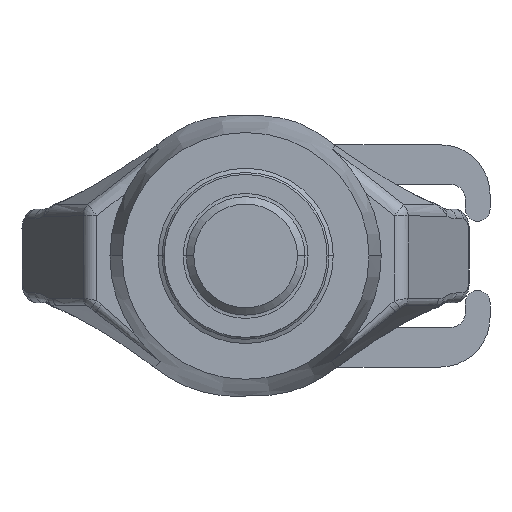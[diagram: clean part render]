
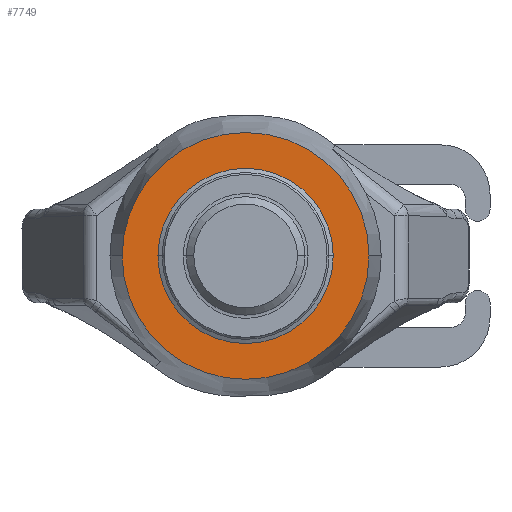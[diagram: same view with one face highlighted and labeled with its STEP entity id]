
A CAD part, front view. The second image highlights one B-rep face of the part: STEP entity #7749.
In plain terms, the highlighted planar face has unit normal (0, -1, 0).
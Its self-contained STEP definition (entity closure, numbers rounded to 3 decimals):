
#2=CARTESIAN_POINT('',(0.,-45.,0.));
#3=DIRECTION('',(0.,-1.,0.));
#4=DIRECTION('',(-1.,0.,0.));
#5=AXIS2_PLACEMENT_3D('',#2,#3,#4);
#7=CARTESIAN_POINT('',(0.,-45.,0.));
#8=DIRECTION('',(0.,-1.,0.));
#9=DIRECTION('',(1.,0.,0.));
#10=AXIS2_PLACEMENT_3D('',#7,#8,#9);
#63=CARTESIAN_POINT('',(0.,-45.,0.));
#64=DIRECTION('',(0.,-1.,0.));
#65=DIRECTION('',(1.,0.,0.));
#66=AXIS2_PLACEMENT_3D('',#63,#64,#65);
#233=CARTESIAN_POINT('',(0.,-45.,0.));
#234=DIRECTION('',(0.,1.,0.));
#235=DIRECTION('',(1.,0.,0.));
#236=AXIS2_PLACEMENT_3D('',#233,#234,#235);
#6197=CARTESIAN_POINT('',(25.,-45.,0.));
#6198=CARTESIAN_POINT('',(-25.,-45.,0.));
#6199=VERTEX_POINT('',#6197);
#6200=VERTEX_POINT('',#6198);
#6225=CARTESIAN_POINT('',(-17.75,-45.,0.));
#6226=CARTESIAN_POINT('',(17.75,-45.,0.));
#6227=VERTEX_POINT('',#6225);
#6228=VERTEX_POINT('',#6226);
#7732=CARTESIAN_POINT('',(0.,-45.,0.));
#7733=DIRECTION('',(0.,-1.,0.));
#7734=DIRECTION('',(-1.,0.,0.));
#7735=AXIS2_PLACEMENT_3D('',#7732,#7733,#7734);
#7736=PLANE('',#7735);
#7738=ORIENTED_EDGE('',*,*,#7737,.F.);
#7740=ORIENTED_EDGE('',*,*,#7739,.T.);
#7741=EDGE_LOOP('',(#7738,#7740));
#7742=FACE_OUTER_BOUND('',#7741,.F.);
#7744=ORIENTED_EDGE('',*,*,#7743,.T.);
#7746=ORIENTED_EDGE('',*,*,#7745,.T.);
#7747=EDGE_LOOP('',(#7744,#7746));
#7748=FACE_BOUND('',#7747,.F.);
#7749=ADVANCED_FACE('',(#7742,#7748),#7736,.T.);
#6=CIRCLE('',#5,17.75);
#11=CIRCLE('',#10,17.75);
#67=CIRCLE('',#66,25.);
#237=CIRCLE('',#236,25.);
#7737=EDGE_CURVE('',#6199,#6200,#67,.T.);
#7739=EDGE_CURVE('',#6199,#6200,#237,.T.);
#7743=EDGE_CURVE('',#6227,#6228,#6,.T.);
#7745=EDGE_CURVE('',#6228,#6227,#11,.T.);
